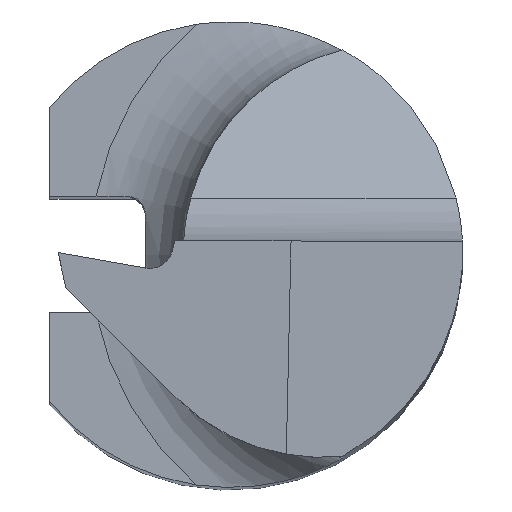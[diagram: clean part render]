
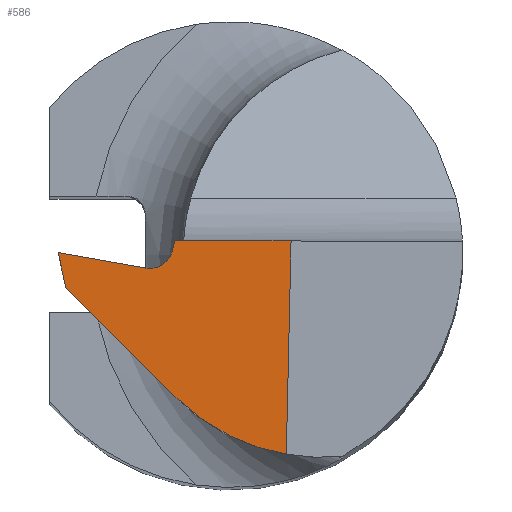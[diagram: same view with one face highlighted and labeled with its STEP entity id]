
A CAD part, top view. The second image highlights one B-rep face of the part: STEP entity #586.
In plain terms, the highlighted planar face has unit normal (0.035, -0.052, 0.998).
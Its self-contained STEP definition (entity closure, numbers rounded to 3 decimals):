
#8 = VECTOR ( 'NONE', #217, 1000. ) ;
#20 = EDGE_CURVE ( 'NONE', #147, #558, #707, .T. ) ;
#27 = DIRECTION ( 'NONE',  ( 0., -0.999, -0.052 ) ) ;
#42 = PLANE ( 'NONE',  #510 ) ;
#44 = VECTOR ( 'NONE', #923, 1000. ) ;
#49 = ORIENTED_EDGE ( 'NONE', *, *, #786, .T. ) ;
#57 = DIRECTION ( 'NONE',  ( 0.035, -0.052, 0.998 ) ) ;
#95 = CARTESIAN_POINT ( 'NONE',  ( -0.431, 0.29, 23.979 ) ) ;
#102 = LINE ( 'NONE', #95, #233 ) ;
#117 = EDGE_CURVE ( 'NONE', #540, #958, #526, .T. ) ;
#118 = FACE_OUTER_BOUND ( 'NONE', #424, .T. ) ;
#130 = CARTESIAN_POINT ( 'NONE',  ( -0.481, -1.23, 23.901 ) ) ;
#147 = VERTEX_POINT ( 'NONE', #471 ) ;
#193 = CARTESIAN_POINT ( 'NONE',  ( 0.484, -1.732, 23.841 ) ) ;
#212 = CARTESIAN_POINT ( 'NONE',  ( -1.374, -0.473, 23.972 ) ) ;
#217 = DIRECTION ( 'NONE',  ( -0.999, 0., 0.035 ) ) ;
#223 = ORIENTED_EDGE ( 'NONE', *, *, #250, .T. ) ;
#233 = VECTOR ( 'NONE', #972, 1000. ) ;
#250 = EDGE_CURVE ( 'NONE', #529, #436, #486, .T. ) ;
#279 = ORIENTED_EDGE ( 'NONE', *, *, #954, .T. ) ;
#289 = ORIENTED_EDGE ( 'NONE', *, *, #20, .T. ) ;
#341 = CARTESIAN_POINT ( 'NONE',  ( -0.216, -1.495, 23.878 ) ) ;
#356 = LINE ( 'NONE', #212, #44 ) ;
#368 = CARTESIAN_POINT ( 'NONE',  ( 0.765, -0.395, 23.901 ) ) ;
#375 = VECTOR ( 'NONE', #531, 1000. ) ;
#380 = ORIENTED_EDGE ( 'NONE', *, *, #117, .T. ) ;
#406 = CARTESIAN_POINT ( 'NONE',  ( -0.723, -0.133, 23.967 ) ) ;
#424 = EDGE_LOOP ( 'NONE', ( #279, #289, #613, #380, #466, #608, #49, #223 ) ) ;
#427 = DIRECTION ( 'NONE',  ( 0.022, 0.998, 0.052 ) ) ;
#433 = CARTESIAN_POINT ( 'NONE',  ( -1.475, 0., 24. ) ) ;
#436 = VERTEX_POINT ( 'NONE', #193 ) ;
#466 = ORIENTED_EDGE ( 'NONE', *, *, #579, .T. ) ;
#471 = CARTESIAN_POINT ( 'NONE',  ( 0.525, 0.1, 23.935 ) ) ;
#479 = CARTESIAN_POINT ( 'NONE',  ( -0.519, -0.09, 23.962 ) ) ;
#485 = EDGE_CURVE ( 'NONE', #558, #540, #102, .T. ) ;
#486 =( BOUNDED_CURVE ( )  B_SPLINE_CURVE ( 3, ( #886, #341, #982, #583 ),
 .UNSPECIFIED., .F., .F. ) 
 B_SPLINE_CURVE_WITH_KNOTS ( ( 4, 4 ),
 ( 1.769, 2.381 ),
 .UNSPECIFIED. ) 
 CURVE ( )  GEOMETRIC_REPRESENTATION_ITEM ( )  RATIONAL_B_SPLINE_CURVE ( ( 1., 0.969, 0.969, 1. ) ) 
 REPRESENTATION_ITEM ( '' )  );
#496 = VECTOR ( 'NONE', #427, 1000. ) ;
#510 = AXIS2_PLACEMENT_3D ( 'NONE', #771, #57, #27 ) ;
#513 = CARTESIAN_POINT ( 'NONE',  ( -0.494, 0.019, 23.967 ) ) ;
#520 = EDGE_CURVE ( 'NONE', #916, #962, #356, .T. ) ;
#526 =( BOUNDED_CURVE ( )  B_SPLINE_CURVE ( 3, ( #884, #479, #716, #406 ),
 .UNSPECIFIED., .F., .F. ) 
 B_SPLINE_CURVE_WITH_KNOTS ( ( 4, 4 ),
 ( 2.385, 3.904 ),
 .UNSPECIFIED. ) 
 CURVE ( )  GEOMETRIC_REPRESENTATION_ITEM ( )  RATIONAL_B_SPLINE_CURVE ( ( 1., 0.817, 0.817, 1. ) ) 
 REPRESENTATION_ITEM ( '' )  );
#529 = VERTEX_POINT ( 'NONE', #130 ) ;
#531 = DIRECTION ( 'NONE',  ( -0.984, 0.173, 0.043 ) ) ;
#540 = VERTEX_POINT ( 'NONE', #513 ) ;
#554 = LINE ( 'NONE', #936, #925 ) ;
#558 = VERTEX_POINT ( 'NONE', #1007 ) ;
#579 = EDGE_CURVE ( 'NONE', #958, #916, #616, .T. ) ;
#583 = CARTESIAN_POINT ( 'NONE',  ( 0.484, -1.732, 23.841 ) ) ;
#586 = ADVANCED_FACE ( 'NONE', ( #118 ), #42, .T. ) ;
#608 = ORIENTED_EDGE ( 'NONE', *, *, #520, .T. ) ;
#613 = ORIENTED_EDGE ( 'NONE', *, *, #485, .T. ) ;
#616 = LINE ( 'NONE', #368, #375 ) ;
#635 = CARTESIAN_POINT ( 'NONE',  ( 0.835, 0.1, 23.925 ) ) ;
#686 = CARTESIAN_POINT ( 'NONE',  ( -0.723, -0.133, 23.967 ) ) ;
#707 = LINE ( 'NONE', #635, #8 ) ;
#716 = CARTESIAN_POINT ( 'NONE',  ( -0.613, -0.152, 23.962 ) ) ;
#738 = LINE ( 'NONE', #981, #496 ) ;
#771 = CARTESIAN_POINT ( 'NONE',  ( 0.835, 0., 23.919 ) ) ;
#786 = EDGE_CURVE ( 'NONE', #962, #529, #554, .T. ) ;
#868 = DIRECTION ( 'NONE',  ( 0.706, -0.706, -0.062 ) ) ;
#884 = CARTESIAN_POINT ( 'NONE',  ( -0.494, 0.019, 23.967 ) ) ;
#886 = CARTESIAN_POINT ( 'NONE',  ( -0.481, -1.23, 23.901 ) ) ;
#916 = VERTEX_POINT ( 'NONE', #433 ) ;
#923 = DIRECTION ( 'NONE',  ( 0.208, -0.976, -0.058 ) ) ;
#925 = VECTOR ( 'NONE', #868, 1000. ) ;
#936 = CARTESIAN_POINT ( 'NONE',  ( -0.439, -1.272, 23.897 ) ) ;
#954 = EDGE_CURVE ( 'NONE', #436, #147, #738, .T. ) ;
#958 = VERTEX_POINT ( 'NONE', #686 ) ;
#962 = VERTEX_POINT ( 'NONE', #997 ) ;
#972 = DIRECTION ( 'NONE',  ( -0.225, -0.973, -0.043 ) ) ;
#981 = CARTESIAN_POINT ( 'NONE',  ( 0.523, 0.006, 23.931 ) ) ;
#982 = CARTESIAN_POINT ( 'NONE',  ( 0.115, -1.667, 23.857 ) ) ;
#997 = CARTESIAN_POINT ( 'NONE',  ( -1.411, -0.3, 23.982 ) ) ;
#1007 = CARTESIAN_POINT ( 'NONE',  ( -0.475, 0.1, 23.97 ) ) ;
